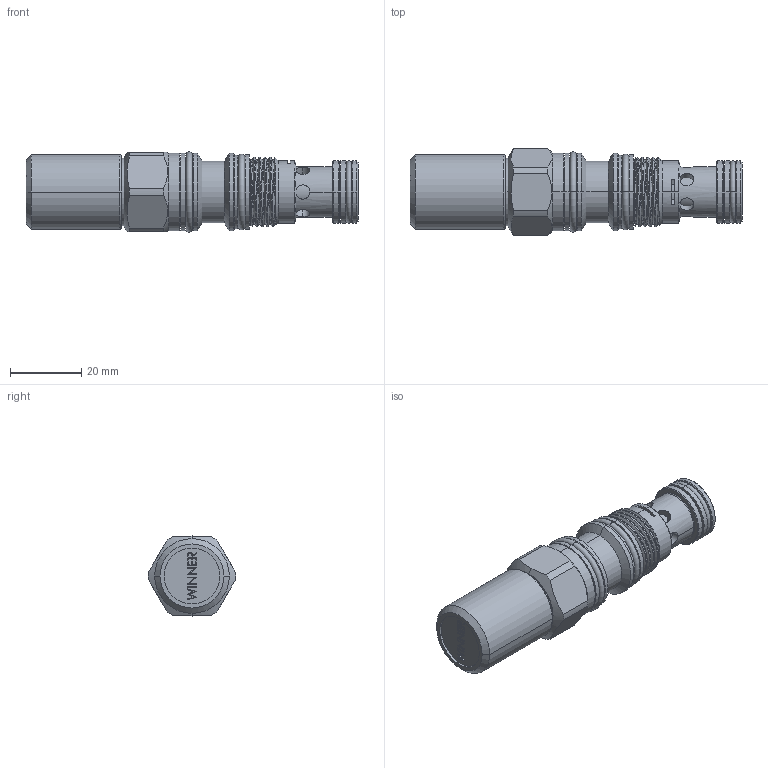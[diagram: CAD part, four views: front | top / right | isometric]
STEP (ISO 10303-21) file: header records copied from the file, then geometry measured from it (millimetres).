
FILE_DESCRIPTION (( 'STEP AP203' ), '1' );
FILE_NAME ('CB11A3D(3J)-CA-10.STEP', '2023-03-13T01:54:55', ( '' ), ( '' ), 'SwSTEP 2.0', 'SolidWorks 2018', '' );
FILE_SCHEMA (( 'CONFIG_CONTROL_DESIGN' ));
Length unit declared in the file: millimetre
Products named in the file (1): CB11A3D(3J)-CA-10
Bounding box: 93.3 x 24.59 x 22.55 mm (x, y, z)
Volume: 28143.9 mm3; surface area: 9552.5 mm2
Topology: 1 solids, 1 shells, 296 faces, 719 edges, 454 vertices
Faces by surface type: cylinder 112, plane 98, cone 48, torus 30, bspline 8
Entity records: 12289 total; most frequent: CARTESIAN_POINT 5308, DIRECTION 1454, ORIENTED_EDGE 1438, EDGE_CURVE 719, AXIS2_PLACEMENT_3D 558, VERTEX_POINT 454, VECTOR 338, LINE 338
